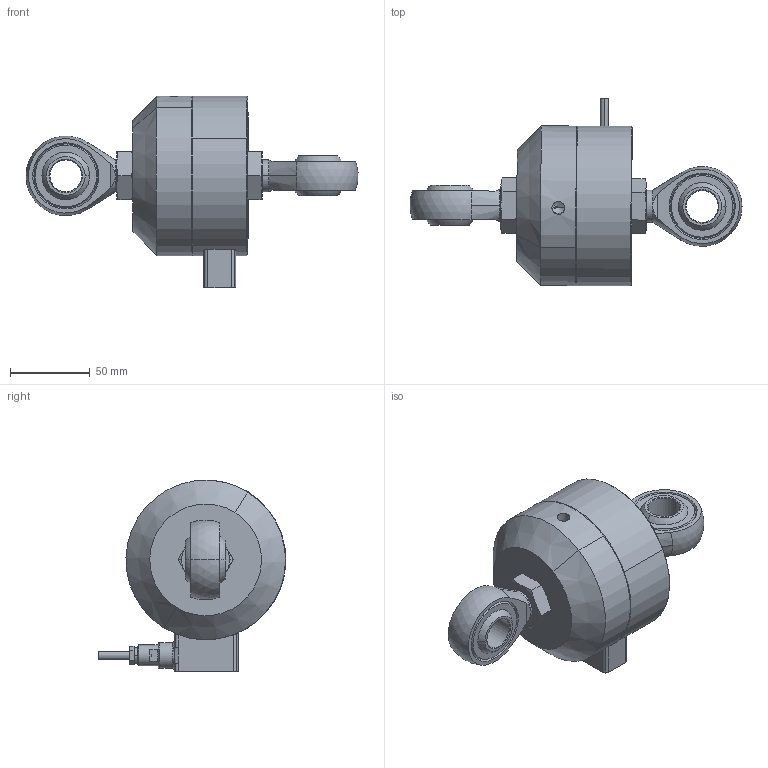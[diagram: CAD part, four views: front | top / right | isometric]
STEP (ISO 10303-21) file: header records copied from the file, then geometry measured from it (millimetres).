
FILE_DESCRIPTION(('STEP AP214'),'1');
FILE_NAME('TC4 Ø100 with tension accessories.stp','2018-02-28T13:59:08',(' '),(' '),'Spatial InterOp 3D',' ',' ');
FILE_SCHEMA(('automotive_design'));
Length unit declared in the file: millimetre
Products named in the file (10): Load cell; Cable Ø5.2; Fairlead; Screw gland; Box; Body; TC4 Ø100 with tension accessories; CPBTC4D100; CACCEM20; CACCEM202
Assembly tree (9 placements, depth 3):
  TC4 Ø100 with tension accessories
    Load cell
      Cable Ø5.2
      Fairlead
      Screw gland
      Box
      Body
    CPBTC4D100
    CACCEM20
    CACCEM202
Bounding box: 208 x 117.69 x 120.2 mm (x, y, z)
Volume: 603297.9 mm3; surface area: 110487.2 mm2
Topology: 10 solids, 19 shells, 377 faces, 847 edges, 526 vertices
Faces by surface type: cone 138, plane 120, cylinder 86, sphere 20, torus 6, bspline 4, extrusion 3
Entity records: 14239 total; most frequent: CARTESIAN_POINT 2378, DIRECTION 1927, ORIENTED_EDGE 1662, EDGE_CURVE 845, AXIS2_PLACEMENT_3D 785, VERTEX_POINT 526, EDGE_LOOP 437, CIRCLE 404
